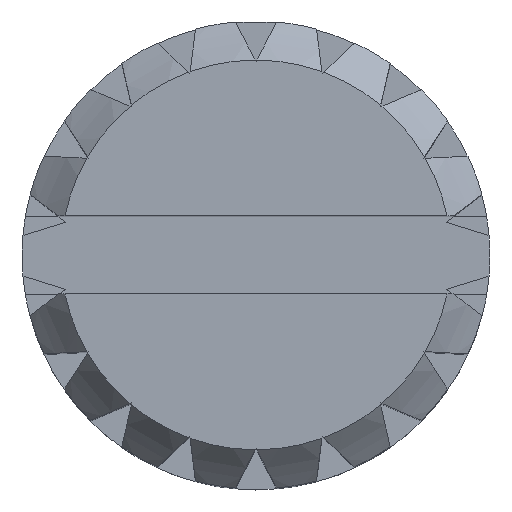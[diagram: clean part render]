
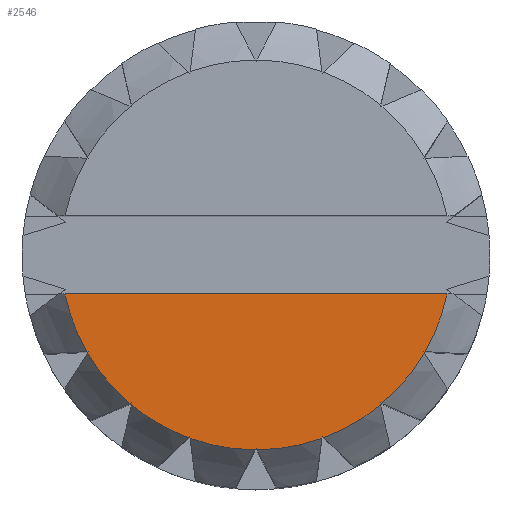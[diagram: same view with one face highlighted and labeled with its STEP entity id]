
A CAD part, top view. The second image highlights one B-rep face of the part: STEP entity #2546.
In plain terms, the highlighted planar face has unit normal (0, 0, 1).
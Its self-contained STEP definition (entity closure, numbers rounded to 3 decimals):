
#1303 = VERTEX_POINT('',#1304);
#1304 = CARTESIAN_POINT('',(2.171,-1.24,8.5));
#1314 = VERTEX_POINT('',#1315);
#1315 = CARTESIAN_POINT('',(2.449,-0.5,8.5));
#1322 = EDGE_CURVE('',#1303,#1314,#1323,.T.);
#1323 = CIRCLE('',#1324,2.5);
#1324 = AXIS2_PLACEMENT_3D('',#1325,#1326,#1327);
#1325 = CARTESIAN_POINT('',(0.,0.,8.5));
#1326 = DIRECTION('',(0.,0.,1.));
#1327 = DIRECTION('',(1.,0.,0.));
#1348 = VERTEX_POINT('',#1349);
#1349 = CARTESIAN_POINT('',(2.145,-1.239,8.5));
#1355 = EDGE_CURVE('',#1303,#1348,#1356,.T.);
#1356 = LINE('',#1357,#1358);
#1357 = CARTESIAN_POINT('',(2.719,-1.268,8.5));
#1358 = VECTOR('',#1359,1.);
#1359 = DIRECTION('',(-0.999,0.052,0.));
#1385 = EDGE_CURVE('',#1348,#1386,#1388,.T.);
#1386 = VERTEX_POINT('',#1387);
#1387 = CARTESIAN_POINT('',(2.159,-1.26,8.5));
#1388 = LINE('',#1389,#1390);
#1389 = CARTESIAN_POINT('',(2.145,-1.239,8.5));
#1390 = VECTOR('',#1391,1.);
#1391 = DIRECTION('',(0.543,-0.84,0.));
#1412 = VERTEX_POINT('',#1413);
#1413 = CARTESIAN_POINT('',(1.616,-1.908,8.5));
#1422 = EDGE_CURVE('',#1412,#1386,#1423,.T.);
#1423 = CIRCLE('',#1424,2.5);
#1424 = AXIS2_PLACEMENT_3D('',#1425,#1426,#1427);
#1425 = CARTESIAN_POINT('',(0.,0.,8.5));
#1426 = DIRECTION('',(0.,0.,1.));
#1427 = DIRECTION('',(1.,0.,0.));
#1448 = VERTEX_POINT('',#1449);
#1449 = CARTESIAN_POINT('',(1.592,-1.898,8.5));
#1455 = EDGE_CURVE('',#1412,#1448,#1456,.T.);
#1456 = LINE('',#1457,#1458);
#1457 = CARTESIAN_POINT('',(2.121,-2.122,8.5));
#1458 = VECTOR('',#1459,1.);
#1459 = DIRECTION('',(-0.921,0.39,0.));
#1485 = EDGE_CURVE('',#1448,#1486,#1488,.T.);
#1486 = VERTEX_POINT('',#1487);
#1487 = CARTESIAN_POINT('',(1.598,-1.923,8.5));
#1488 = LINE('',#1489,#1490);
#1489 = CARTESIAN_POINT('',(1.592,-1.898,8.5));
#1490 = VECTOR('',#1491,1.);
#1491 = DIRECTION('',(0.223,-0.975,0.));
#1512 = VERTEX_POINT('',#1513);
#1513 = CARTESIAN_POINT('',(0.866,-2.345,8.5));
#1522 = EDGE_CURVE('',#1512,#1486,#1523,.T.);
#1523 = CIRCLE('',#1524,2.5);
#1524 = AXIS2_PLACEMENT_3D('',#1525,#1526,#1527);
#1525 = CARTESIAN_POINT('',(0.,0.,8.5));
#1526 = DIRECTION('',(0.,0.,1.));
#1527 = DIRECTION('',(1.,0.,0.));
#1548 = VERTEX_POINT('',#1549);
#1549 = CARTESIAN_POINT('',(0.847,-2.328,8.5));
#1555 = EDGE_CURVE('',#1512,#1548,#1556,.T.);
#1556 = LINE('',#1557,#1558);
#1557 = CARTESIAN_POINT('',(1.267,-2.719,8.5));
#1558 = VECTOR('',#1559,1.);
#1559 = DIRECTION('',(-0.732,0.682,0.));
#1585 = EDGE_CURVE('',#1548,#1586,#1588,.T.);
#1586 = VERTEX_POINT('',#1587);
#1587 = CARTESIAN_POINT('',(0.844,-2.353,8.5));
#1588 = LINE('',#1589,#1590);
#1589 = CARTESIAN_POINT('',(0.847,-2.328,8.5));
#1590 = VECTOR('',#1591,1.);
#1591 = DIRECTION('',(-0.124,-0.992,0.));
#1612 = VERTEX_POINT('',#1613);
#1613 = CARTESIAN_POINT('',(0.012,-2.5,8.5));
#1622 = EDGE_CURVE('',#1612,#1586,#1623,.T.);
#1623 = CIRCLE('',#1624,2.5);
#1624 = AXIS2_PLACEMENT_3D('',#1625,#1626,#1627);
#1625 = CARTESIAN_POINT('',(0.,0.,8.5));
#1626 = DIRECTION('',(0.,0.,1.));
#1627 = DIRECTION('',(1.,0.,0.));
#1648 = VERTEX_POINT('',#1649);
#1649 = CARTESIAN_POINT('',(0.,-2.477,8.5));
#1655 = EDGE_CURVE('',#1612,#1648,#1656,.T.);
#1656 = LINE('',#1657,#1658);
#1657 = CARTESIAN_POINT('',(0.261,-2.989,8.5));
#1658 = VECTOR('',#1659,1.);
#1659 = DIRECTION('',(-0.454,0.891,0.));
#1685 = EDGE_CURVE('',#1648,#1686,#1688,.T.);
#1686 = VERTEX_POINT('',#1687);
#1687 = CARTESIAN_POINT('',(-0.012,-2.5,8.5));
#1688 = LINE('',#1689,#1690);
#1689 = CARTESIAN_POINT('',(0.,-2.477,8.5));
#1690 = VECTOR('',#1691,1.);
#1691 = DIRECTION('',(-0.456,-0.89,0.));
#1712 = VERTEX_POINT('',#1713);
#1713 = CARTESIAN_POINT('',(-0.844,-2.353,8.5));
#1722 = EDGE_CURVE('',#1712,#1686,#1723,.T.);
#1723 = CIRCLE('',#1724,2.5);
#1724 = AXIS2_PLACEMENT_3D('',#1725,#1726,#1727);
#1725 = CARTESIAN_POINT('',(0.,0.,8.5));
#1726 = DIRECTION('',(0.,0.,1.));
#1727 = DIRECTION('',(1.,0.,0.));
#1748 = VERTEX_POINT('',#1749);
#1749 = CARTESIAN_POINT('',(-0.847,-2.328,8.5));
#1755 = EDGE_CURVE('',#1712,#1748,#1756,.T.);
#1756 = LINE('',#1757,#1758);
#1757 = CARTESIAN_POINT('',(-0.777,-2.898,8.5));
#1758 = VECTOR('',#1759,1.);
#1759 = DIRECTION('',(-0.122,0.992,0.));
#1785 = EDGE_CURVE('',#1748,#1786,#1788,.T.);
#1786 = VERTEX_POINT('',#1787);
#1787 = CARTESIAN_POINT('',(-0.866,-2.345,8.5));
#1788 = LINE('',#1789,#1790);
#1789 = CARTESIAN_POINT('',(-0.847,-2.328,8.5));
#1790 = VECTOR('',#1791,1.);
#1791 = DIRECTION('',(-0.733,-0.68,0.));
#1812 = VERTEX_POINT('',#1813);
#1813 = CARTESIAN_POINT('',(-1.598,-1.923,8.5));
#1822 = EDGE_CURVE('',#1812,#1786,#1823,.T.);
#1823 = CIRCLE('',#1824,2.5);
#1824 = AXIS2_PLACEMENT_3D('',#1825,#1826,#1827);
#1825 = CARTESIAN_POINT('',(0.,0.,8.5));
#1826 = DIRECTION('',(0.,0.,1.));
#1827 = DIRECTION('',(1.,0.,0.));
#1848 = VERTEX_POINT('',#1849);
#1849 = CARTESIAN_POINT('',(-1.592,-1.898,8.5));
#1855 = EDGE_CURVE('',#1812,#1848,#1856,.T.);
#1856 = LINE('',#1857,#1858);
#1857 = CARTESIAN_POINT('',(-1.721,-2.457,8.5));
#1858 = VECTOR('',#1859,1.);
#1859 = DIRECTION('',(0.225,0.974,0.));
#1885 = EDGE_CURVE('',#1848,#1886,#1888,.T.);
#1886 = VERTEX_POINT('',#1887);
#1887 = CARTESIAN_POINT('',(-1.616,-1.908,8.5));
#1888 = LINE('',#1889,#1890);
#1889 = CARTESIAN_POINT('',(-1.592,-1.898,8.5));
#1890 = VECTOR('',#1891,1.);
#1891 = DIRECTION('',(-0.921,-0.389,0.));
#1912 = VERTEX_POINT('',#1913);
#1913 = CARTESIAN_POINT('',(-2.159,-1.26,8.5));
#1922 = EDGE_CURVE('',#1912,#1886,#1923,.T.);
#1923 = CIRCLE('',#1924,2.5);
#1924 = AXIS2_PLACEMENT_3D('',#1925,#1926,#1927);
#1925 = CARTESIAN_POINT('',(0.,0.,8.5));
#1926 = DIRECTION('',(0.,0.,1.));
#1927 = DIRECTION('',(1.,0.,0.));
#1948 = VERTEX_POINT('',#1949);
#1949 = CARTESIAN_POINT('',(-2.145,-1.239,8.5));
#1955 = EDGE_CURVE('',#1912,#1948,#1956,.T.);
#1956 = LINE('',#1957,#1958);
#1957 = CARTESIAN_POINT('',(-2.458,-1.72,8.5));
#1958 = VECTOR('',#1959,1.);
#1959 = DIRECTION('',(0.544,0.839,0.));
#1985 = EDGE_CURVE('',#1948,#1986,#1988,.T.);
#1986 = VERTEX_POINT('',#1987);
#1987 = CARTESIAN_POINT('',(-2.171,-1.24,8.5));
#1988 = LINE('',#1989,#1990);
#1989 = CARTESIAN_POINT('',(-2.145,-1.239,8.5));
#1990 = VECTOR('',#1991,1.);
#1991 = DIRECTION('',(-0.999,-0.05,0.));
#2022 = EDGE_CURVE('',#2023,#1986,#2025,.T.);
#2023 = VERTEX_POINT('',#2024);
#2024 = CARTESIAN_POINT('',(-2.449,-0.5,8.5));
#2025 = CIRCLE('',#2026,2.5);
#2026 = AXIS2_PLACEMENT_3D('',#2027,#2028,#2029);
#2027 = CARTESIAN_POINT('',(0.,0.,8.5));
#2028 = DIRECTION('',(0.,0.,1.));
#2029 = DIRECTION('',(1.,0.,0.));
#2531 = EDGE_CURVE('',#1314,#2023,#2532,.T.);
#2532 = LINE('',#2533,#2534);
#2533 = CARTESIAN_POINT('',(3.5,-0.5,8.5));
#2534 = VECTOR('',#2535,1.);
#2535 = DIRECTION('',(-1.,0.,0.));
#2546 = ADVANCED_FACE('',(#2547),#2572,.T.);
#2547 = FACE_BOUND('',#2548,.T.);
#2548 = EDGE_LOOP('',(#2549,#2550,#2551,#2552,#2553,#2554,#2555,#2556,
    #2557,#2558,#2559,#2560,#2561,#2562,#2563,#2564,#2565,#2566,#2567,
    #2568,#2569,#2570,#2571));
#2549 = ORIENTED_EDGE('',*,*,#2531,.T.);
#2550 = ORIENTED_EDGE('',*,*,#2022,.T.);
#2551 = ORIENTED_EDGE('',*,*,#1985,.F.);
#2552 = ORIENTED_EDGE('',*,*,#1955,.F.);
#2553 = ORIENTED_EDGE('',*,*,#1922,.T.);
#2554 = ORIENTED_EDGE('',*,*,#1885,.F.);
#2555 = ORIENTED_EDGE('',*,*,#1855,.F.);
#2556 = ORIENTED_EDGE('',*,*,#1822,.T.);
#2557 = ORIENTED_EDGE('',*,*,#1785,.F.);
#2558 = ORIENTED_EDGE('',*,*,#1755,.F.);
#2559 = ORIENTED_EDGE('',*,*,#1722,.T.);
#2560 = ORIENTED_EDGE('',*,*,#1685,.F.);
#2561 = ORIENTED_EDGE('',*,*,#1655,.F.);
#2562 = ORIENTED_EDGE('',*,*,#1622,.T.);
#2563 = ORIENTED_EDGE('',*,*,#1585,.F.);
#2564 = ORIENTED_EDGE('',*,*,#1555,.F.);
#2565 = ORIENTED_EDGE('',*,*,#1522,.T.);
#2566 = ORIENTED_EDGE('',*,*,#1485,.F.);
#2567 = ORIENTED_EDGE('',*,*,#1455,.F.);
#2568 = ORIENTED_EDGE('',*,*,#1422,.T.);
#2569 = ORIENTED_EDGE('',*,*,#1385,.F.);
#2570 = ORIENTED_EDGE('',*,*,#1355,.F.);
#2571 = ORIENTED_EDGE('',*,*,#1322,.T.);
#2572 = PLANE('',#2573);
#2573 = AXIS2_PLACEMENT_3D('',#2574,#2575,#2576);
#2574 = CARTESIAN_POINT('',(0.,0.,8.5));
#2575 = DIRECTION('',(0.,0.,1.));
#2576 = DIRECTION('',(1.,0.,0.));
